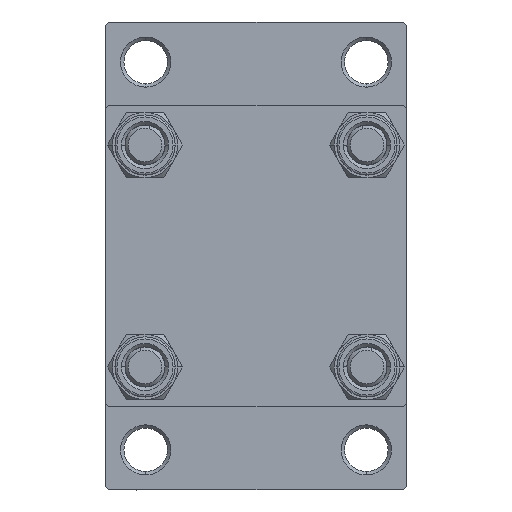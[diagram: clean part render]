
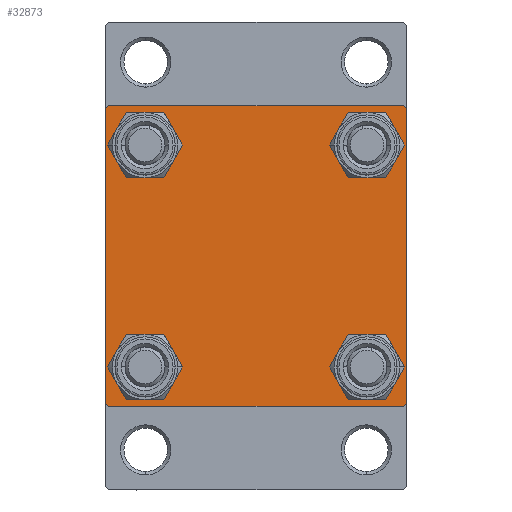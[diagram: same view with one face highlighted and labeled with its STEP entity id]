
A CAD part, left-side view. The second image highlights one B-rep face of the part: STEP entity #32873.
In plain terms, the highlighted planar face has unit normal (-1, 0, 0).
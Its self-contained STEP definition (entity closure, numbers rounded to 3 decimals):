
#37 = CARTESIAN_POINT ( 'NONE',  ( 0., -22., -22.5 ) ) ;
#90 = ORIENTED_EDGE ( 'NONE', *, *, #44665, .T. ) ;
#630 = EDGE_CURVE ( 'NONE', #15104, #32168, #28858, .T. ) ;
#775 = EDGE_LOOP ( 'NONE', ( #90, #37241 ) ) ;
#1010 = CIRCLE ( 'NONE', #18569, 3.5 ) ;
#1060 = CIRCLE ( 'NONE', #11010, 3.5 ) ;
#1072 = CARTESIAN_POINT ( 'NONE',  ( 0., -22.5, -22. ) ) ;
#1903 = CARTESIAN_POINT ( 'NONE',  ( 0., 22.25, -22.25 ) ) ;
#2025 = DIRECTION ( 'NONE',  ( 1., 0., 0. ) ) ;
#2806 = DIRECTION ( 'NONE',  ( -1., 0., 0. ) ) ;
#3586 = CARTESIAN_POINT ( 'NONE',  ( 0., -16.6, -20.1 ) ) ;
#3920 = DIRECTION ( 'NONE',  ( 0., 0., 1. ) ) ;
#4359 = CARTESIAN_POINT ( 'NONE',  ( 0., 22.5, 22. ) ) ;
#5565 = EDGE_CURVE ( 'NONE', #45481, #18740, #42086, .T. ) ;
#5664 = AXIS2_PLACEMENT_3D ( 'NONE', #43264, #2806, #3920 ) ;
#5752 = EDGE_CURVE ( 'NONE', #33807, #29849, #31368, .T. ) ;
#6368 = AXIS2_PLACEMENT_3D ( 'NONE', #43642, #10838, #9896 ) ;
#6975 = VECTOR ( 'NONE', #39987, 1000. ) ;
#6976 = ORIENTED_EDGE ( 'NONE', *, *, #630, .T. ) ;
#7277 = CARTESIAN_POINT ( 'NONE',  ( 0., -22.25, 22.25 ) ) ;
#9567 = DIRECTION ( 'NONE',  ( 0., -0.707, -0.707 ) ) ;
#9688 = CARTESIAN_POINT ( 'NONE',  ( 0., 16.6, 16.6 ) ) ;
#9752 = FACE_BOUND ( 'NONE', #36643, .T. ) ;
#9896 = DIRECTION ( 'NONE',  ( 0., 0., 1. ) ) ;
#9913 = VERTEX_POINT ( 'NONE', #22996 ) ;
#10747 = CARTESIAN_POINT ( 'NONE',  ( 0., 22., -22.5 ) ) ;
#10838 = DIRECTION ( 'NONE',  ( 1., 0., 0. ) ) ;
#10966 = DIRECTION ( 'NONE',  ( 0., 0., 1. ) ) ;
#11010 = AXIS2_PLACEMENT_3D ( 'NONE', #9688, #2025, #38895 ) ;
#11849 = AXIS2_PLACEMENT_3D ( 'NONE', #19503, #11853, #16136 ) ;
#11853 = DIRECTION ( 'NONE',  ( 1., 0., 0. ) ) ;
#12169 = VECTOR ( 'NONE', #18738, 1000. ) ;
#12875 = CARTESIAN_POINT ( 'NONE',  ( 0., 22., 22.5 ) ) ;
#13271 = ORIENTED_EDGE ( 'NONE', *, *, #5752, .T. ) ;
#13583 = FACE_BOUND ( 'NONE', #28095, .T. ) ;
#13709 = CARTESIAN_POINT ( 'NONE',  ( 0., 16.6, -16.6 ) ) ;
#13814 = FACE_OUTER_BOUND ( 'NONE', #29965, .T. ) ;
#13847 = EDGE_CURVE ( 'NONE', #25926, #43469, #14688, .T. ) ;
#14369 = CARTESIAN_POINT ( 'NONE',  ( 0., -22.5, 22.5 ) ) ;
#14413 = DIRECTION ( 'NONE',  ( 1., 0., 0. ) ) ;
#14688 = LINE ( 'NONE', #44357, #12169 ) ;
#15104 = VERTEX_POINT ( 'NONE', #10747 ) ;
#15192 = ORIENTED_EDGE ( 'NONE', *, *, #13847, .T. ) ;
#15210 = CARTESIAN_POINT ( 'NONE',  ( 0., 22.5, -22.5 ) ) ;
#16032 = DIRECTION ( 'NONE',  ( 1., 0., 0. ) ) ;
#16136 = DIRECTION ( 'NONE',  ( 0., 0., 1. ) ) ;
#16218 = EDGE_CURVE ( 'NONE', #43469, #9913, #39673, .T. ) ;
#16280 = DIRECTION ( 'NONE',  ( 1., 0., 0. ) ) ;
#16520 = CARTESIAN_POINT ( 'NONE',  ( 0., 16.6, 16.6 ) ) ;
#16713 = VECTOR ( 'NONE', #28409, 1000. ) ;
#17074 = CIRCLE ( 'NONE', #46923, 3.5 ) ;
#17106 = VECTOR ( 'NONE', #17942, 1000. ) ;
#17150 = VERTEX_POINT ( 'NONE', #1072 ) ;
#17723 = ORIENTED_EDGE ( 'NONE', *, *, #21642, .T. ) ;
#17942 = DIRECTION ( 'NONE',  ( 0., -0.707, 0.707 ) ) ;
#17965 = CIRCLE ( 'NONE', #11849, 3.5 ) ;
#18569 = AXIS2_PLACEMENT_3D ( 'NONE', #32263, #28431, #10966 ) ;
#18738 = DIRECTION ( 'NONE',  ( 0., 0.707, -0.707 ) ) ;
#18740 = VERTEX_POINT ( 'NONE', #36774 ) ;
#19183 = EDGE_LOOP ( 'NONE', ( #37683, #41669 ) ) ;
#19503 = CARTESIAN_POINT ( 'NONE',  ( 0., -16.6, -16.6 ) ) ;
#19615 = LINE ( 'NONE', #1903, #32460 ) ;
#19794 = CARTESIAN_POINT ( 'NONE',  ( 0., 16.6, 13.1 ) ) ;
#20341 = DIRECTION ( 'NONE',  ( 0., 0., 1. ) ) ;
#21281 = VERTEX_POINT ( 'NONE', #3586 ) ;
#21305 = EDGE_CURVE ( 'NONE', #37333, #17150, #39515, .T. ) ;
#21642 = EDGE_CURVE ( 'NONE', #37333, #43302, #24518, .T. ) ;
#21780 = CARTESIAN_POINT ( 'NONE',  ( 0., -22.25, -22.25 ) ) ;
#22108 = FACE_BOUND ( 'NONE', #19183, .T. ) ;
#22180 = AXIS2_PLACEMENT_3D ( 'NONE', #16520, #16280, #45982 ) ;
#22724 = CARTESIAN_POINT ( 'NONE',  ( 0., 16.6, 20.1 ) ) ;
#22996 = CARTESIAN_POINT ( 'NONE',  ( 0., 22.5, -22. ) ) ;
#23170 = CIRCLE ( 'NONE', #6368, 3.5 ) ;
#24518 = LINE ( 'NONE', #7277, #26074 ) ;
#25926 = VERTEX_POINT ( 'NONE', #12875 ) ;
#26074 = VECTOR ( 'NONE', #36250, 1000. ) ;
#26094 = ORIENTED_EDGE ( 'NONE', *, *, #33900, .T. ) ;
#26121 = CARTESIAN_POINT ( 'NONE',  ( 0., -16.6, 16.6 ) ) ;
#26194 = CARTESIAN_POINT ( 'NONE',  ( 0., -16.6, -13.1 ) ) ;
#27172 = ORIENTED_EDGE ( 'NONE', *, *, #31815, .T. ) ;
#27357 = CARTESIAN_POINT ( 'NONE',  ( 0., -22.5, 22. ) ) ;
#27537 = AXIS2_PLACEMENT_3D ( 'NONE', #13709, #14413, #32832 ) ;
#28095 = EDGE_LOOP ( 'NONE', ( #32359, #46160 ) ) ;
#28328 = EDGE_CURVE ( 'NONE', #25926, #43302, #46481, .T. ) ;
#28409 = DIRECTION ( 'NONE',  ( 0., 0., -1. ) ) ;
#28431 = DIRECTION ( 'NONE',  ( 1., 0., 0. ) ) ;
#28858 = LINE ( 'NONE', #15210, #35032 ) ;
#28945 = LINE ( 'NONE', #21780, #17106 ) ;
#29186 = AXIS2_PLACEMENT_3D ( 'NONE', #38551, #16032, #20341 ) ;
#29798 = DIRECTION ( 'NONE',  ( 0., -1., 0. ) ) ;
#29809 = VERTEX_POINT ( 'NONE', #41367 ) ;
#29849 = VERTEX_POINT ( 'NONE', #19794 ) ;
#29965 = EDGE_LOOP ( 'NONE', ( #30818, #26094, #6976, #32458, #31690, #17723, #43185, #15192 ) ) ;
#30818 = ORIENTED_EDGE ( 'NONE', *, *, #16218, .T. ) ;
#31063 = DIRECTION ( 'NONE',  ( 1., 0., 0. ) ) ;
#31295 = CARTESIAN_POINT ( 'NONE',  ( 0., 22.5, 22.5 ) ) ;
#31368 = CIRCLE ( 'NONE', #22180, 3.5 ) ;
#31690 = ORIENTED_EDGE ( 'NONE', *, *, #21305, .F. ) ;
#31767 = FACE_BOUND ( 'NONE', #775, .T. ) ;
#31815 = EDGE_CURVE ( 'NONE', #29849, #33807, #1060, .T. ) ;
#32168 = VERTEX_POINT ( 'NONE', #37 ) ;
#32263 = CARTESIAN_POINT ( 'NONE',  ( 0., -16.6, -16.6 ) ) ;
#32359 = ORIENTED_EDGE ( 'NONE', *, *, #41582, .T. ) ;
#32458 = ORIENTED_EDGE ( 'NONE', *, *, #45476, .T. ) ;
#32460 = VECTOR ( 'NONE', #9567, 1000. ) ;
#32832 = DIRECTION ( 'NONE',  ( 0., 0., 1. ) ) ;
#32873 = ADVANCED_FACE ( 'NONE', ( #31767, #22108, #13583, #9752, #13814 ), #39194, .T. ) ;
#33807 = VERTEX_POINT ( 'NONE', #22724 ) ;
#33900 = EDGE_CURVE ( 'NONE', #9913, #15104, #19615, .T. ) ;
#34454 = EDGE_CURVE ( 'NONE', #45907, #21281, #17965, .T. ) ;
#35032 = VECTOR ( 'NONE', #29798, 1000. ) ;
#36250 = DIRECTION ( 'NONE',  ( 0., 0.707, 0.707 ) ) ;
#36643 = EDGE_LOOP ( 'NONE', ( #13271, #27172 ) ) ;
#36774 = CARTESIAN_POINT ( 'NONE',  ( 0., 16.6, -13.1 ) ) ;
#37241 = ORIENTED_EDGE ( 'NONE', *, *, #44223, .T. ) ;
#37333 = VERTEX_POINT ( 'NONE', #27357 ) ;
#37683 = ORIENTED_EDGE ( 'NONE', *, *, #34454, .T. ) ;
#37749 = CARTESIAN_POINT ( 'NONE',  ( 0., -16.6, 20.1 ) ) ;
#38551 = CARTESIAN_POINT ( 'NONE',  ( 0., 16.6, -16.6 ) ) ;
#38698 = VERTEX_POINT ( 'NONE', #37749 ) ;
#38895 = DIRECTION ( 'NONE',  ( 0., 0., 1. ) ) ;
#39194 = PLANE ( 'NONE',  #5664 ) ;
#39515 = LINE ( 'NONE', #14369, #6975 ) ;
#39673 = LINE ( 'NONE', #31295, #16713 ) ;
#39987 = DIRECTION ( 'NONE',  ( 0., 0., -1. ) ) ;
#41367 = CARTESIAN_POINT ( 'NONE',  ( 0., -16.6, 13.1 ) ) ;
#41582 = EDGE_CURVE ( 'NONE', #18740, #45481, #43747, .T. ) ;
#41669 = ORIENTED_EDGE ( 'NONE', *, *, #43218, .T. ) ;
#42060 = CARTESIAN_POINT ( 'NONE',  ( 0., -22., 22.5 ) ) ;
#42086 = CIRCLE ( 'NONE', #27537, 3.5 ) ;
#42889 = DIRECTION ( 'NONE',  ( 0., -1., 0. ) ) ;
#43185 = ORIENTED_EDGE ( 'NONE', *, *, #28328, .F. ) ;
#43218 = EDGE_CURVE ( 'NONE', #21281, #45907, #1010, .T. ) ;
#43264 = CARTESIAN_POINT ( 'NONE',  ( 0., 0., 0. ) ) ;
#43302 = VERTEX_POINT ( 'NONE', #42060 ) ;
#43469 = VERTEX_POINT ( 'NONE', #4359 ) ;
#43573 = CARTESIAN_POINT ( 'NONE',  ( 0., 16.6, -20.1 ) ) ;
#43642 = CARTESIAN_POINT ( 'NONE',  ( 0., -16.6, 16.6 ) ) ;
#43747 = CIRCLE ( 'NONE', #29186, 3.5 ) ;
#43906 = VECTOR ( 'NONE', #42889, 1000. ) ;
#44223 = EDGE_CURVE ( 'NONE', #29809, #38698, #23170, .T. ) ;
#44357 = CARTESIAN_POINT ( 'NONE',  ( 0., 22.25, 22.25 ) ) ;
#44665 = EDGE_CURVE ( 'NONE', #38698, #29809, #17074, .T. ) ;
#45476 = EDGE_CURVE ( 'NONE', #32168, #17150, #28945, .T. ) ;
#45481 = VERTEX_POINT ( 'NONE', #43573 ) ;
#45685 = DIRECTION ( 'NONE',  ( 0., 0., 1. ) ) ;
#45907 = VERTEX_POINT ( 'NONE', #26194 ) ;
#45982 = DIRECTION ( 'NONE',  ( 0., 0., 1. ) ) ;
#46014 = CARTESIAN_POINT ( 'NONE',  ( 0., 22.5, 22.5 ) ) ;
#46160 = ORIENTED_EDGE ( 'NONE', *, *, #5565, .T. ) ;
#46481 = LINE ( 'NONE', #46014, #43906 ) ;
#46923 = AXIS2_PLACEMENT_3D ( 'NONE', #26121, #31063, #45685 ) ;
